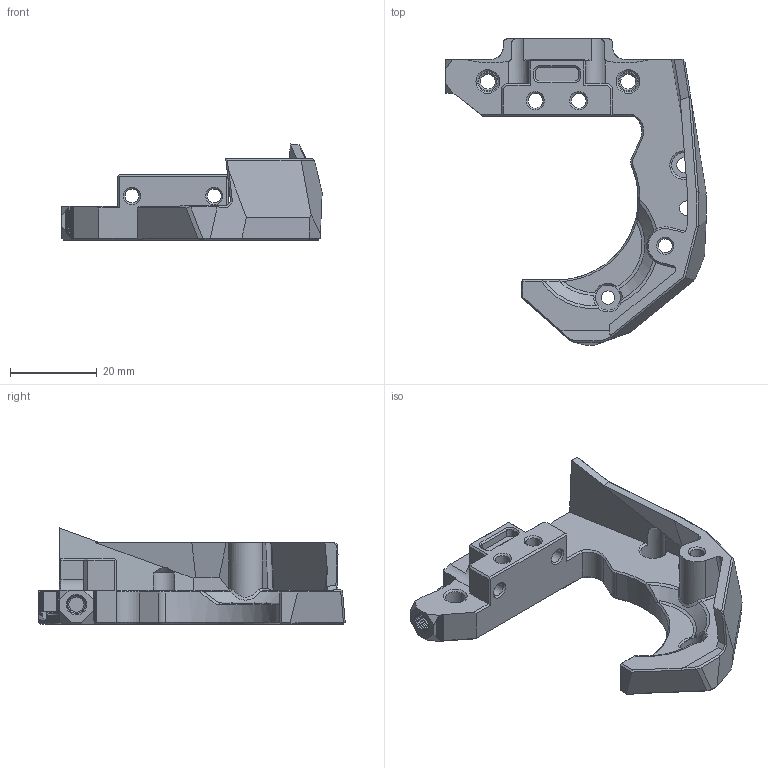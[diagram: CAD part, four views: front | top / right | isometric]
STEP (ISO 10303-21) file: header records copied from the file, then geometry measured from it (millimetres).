
FILE_DESCRIPTION(/* description */ (''),/* implementation_level */ '2;1');
FILE_NAME(/* name */ 'Rear_Body.stp',/* time_stamp */ '2022-07-14T15:37:21+02:00',/* author */ ('Rama'),/* organization */ (''),/* preprocessor_version */ 'ST-DEVELOPER v18.1',/* originating_system */ 'Autodesk Inventor 2022',/* authorisation */ '');
FILE_SCHEMA (('AUTOMOTIVE_DESIGN { 1 0 10303 214 3 1 1 }'));
Length unit declared in the file: millimetre
Products named in the file (1): Rear_Body
Bounding box: 60.13 x 70.8 x 22.19 mm (x, y, z)
Volume: 16463 mm3; surface area: 9126.9 mm2
Topology: 1 solids, 1 shells, 758 faces, 1657 edges, 905 vertices
Faces by surface type: plane 670, cone 48, cylinder 31, bspline 9
Full cylindrical faces by diameter (mm): 3.1 x1, 3.2 x3, 3.4 x6, 4.7 x6, 5.8 x2
Entity records: 20363 total; most frequent: CARTESIAN_POINT 4055, ORIENTED_EDGE 3314, DIRECTION 3289, EDGE_CURVE 1657, LINE 1425, VECTOR 1425, AXIS2_PLACEMENT_3D 932, VERTEX_POINT 905
